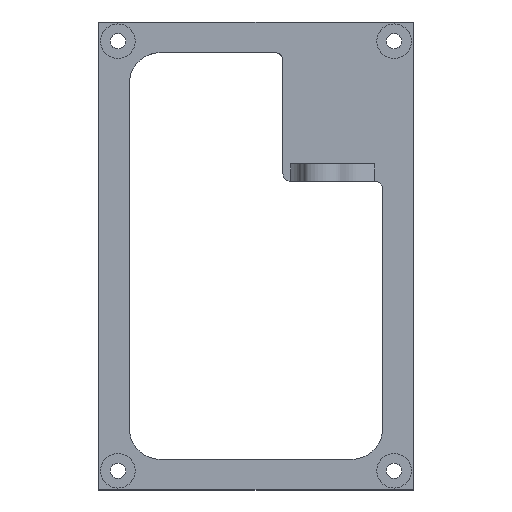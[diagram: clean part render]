
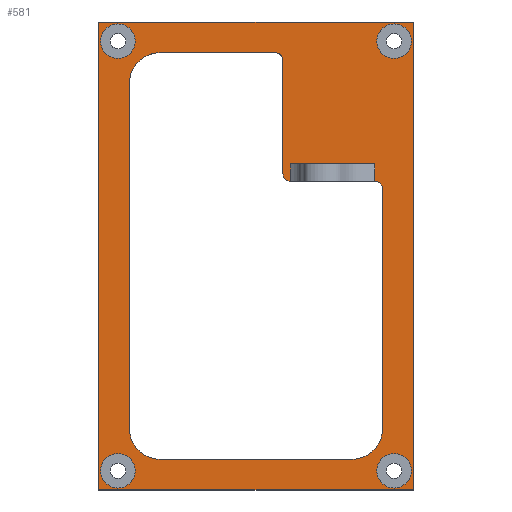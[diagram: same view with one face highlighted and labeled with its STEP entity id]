
A CAD part, top view. The second image highlights one B-rep face of the part: STEP entity #581.
In plain terms, the highlighted planar face has unit normal (0, 0, 1).
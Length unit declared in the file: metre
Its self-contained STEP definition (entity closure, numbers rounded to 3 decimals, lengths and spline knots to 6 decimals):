
#33=LINE('',#874,#75);
#36=LINE('',#901,#78);
#40=LINE('',#909,#82);
#43=LINE('',#915,#85);
#46=LINE('',#922,#88);
#50=LINE('',#931,#92);
#54=LINE('',#940,#96);
#58=LINE('',#949,#100);
#63=LINE('',#974,#105);
#68=LINE('',#984,#110);
#69=LINE('',#986,#111);
#70=LINE('',#987,#112);
#75=VECTOR('',#687,1.);
#78=VECTOR('',#716,1.);
#82=VECTOR('',#722,1.);
#85=VECTOR('',#727,1.);
#88=VECTOR('',#732,1.);
#92=VECTOR('',#738,1.);
#96=VECTOR('',#744,1.);
#100=VECTOR('',#750,1.);
#105=VECTOR('',#761,1.);
#110=VECTOR('',#768,1.);
#111=VECTOR('',#771,1.);
#112=VECTOR('',#772,1.);
#171=ORIENTED_EDGE('',*,*,#317,.F.);
#172=ORIENTED_EDGE('',*,*,#271,.F.);
#173=ORIENTED_EDGE('',*,*,#318,.F.);
#174=ORIENTED_EDGE('',*,*,#319,.T.);
#175=ORIENTED_EDGE('',*,*,#311,.F.);
#176=ORIENTED_EDGE('',*,*,#320,.T.);
#177=ORIENTED_EDGE('',*,*,#292,.F.);
#178=ORIENTED_EDGE('',*,*,#321,.T.);
#179=ORIENTED_EDGE('',*,*,#296,.F.);
#180=ORIENTED_EDGE('',*,*,#322,.T.);
#181=ORIENTED_EDGE('',*,*,#300,.F.);
#182=ORIENTED_EDGE('',*,*,#323,.T.);
#183=ORIENTED_EDGE('',*,*,#304,.F.);
#184=ORIENTED_EDGE('',*,*,#324,.T.);
#185=ORIENTED_EDGE('',*,*,#325,.F.);
#186=ORIENTED_EDGE('',*,*,#326,.F.);
#187=ORIENTED_EDGE('',*,*,#327,.F.);
#188=ORIENTED_EDGE('',*,*,#328,.F.);
#189=ORIENTED_EDGE('',*,*,#282,.T.);
#190=ORIENTED_EDGE('',*,*,#286,.T.);
#191=ORIENTED_EDGE('',*,*,#289,.T.);
#192=ORIENTED_EDGE('',*,*,#316,.T.);
#271=EDGE_CURVE('',#345,#346,#33,.T.);
#282=EDGE_CURVE('',#358,#357,#36,.T.);
#286=EDGE_CURVE('',#357,#360,#40,.T.);
#289=EDGE_CURVE('',#360,#362,#43,.T.);
#292=EDGE_CURVE('',#365,#366,#46,.T.);
#296=EDGE_CURVE('',#369,#370,#50,.T.);
#300=EDGE_CURVE('',#373,#374,#54,.T.);
#304=EDGE_CURVE('',#377,#378,#58,.T.);
#311=EDGE_CURVE('',#384,#385,#63,.T.);
#316=EDGE_CURVE('',#362,#358,#68,.T.);
#317=EDGE_CURVE('',#346,#379,#69,.T.);
#318=EDGE_CURVE('',#380,#345,#70,.T.);
#319=EDGE_CURVE('',#380,#385,#408,.F.);
#320=EDGE_CURVE('',#384,#366,#409,.F.);
#321=EDGE_CURVE('',#365,#370,#410,.F.);
#322=EDGE_CURVE('',#369,#374,#411,.F.);
#323=EDGE_CURVE('',#373,#378,#412,.F.);
#324=EDGE_CURVE('',#377,#379,#413,.T.);
#325=EDGE_CURVE('',#388,#388,#414,.T.);
#326=EDGE_CURVE('',#389,#389,#415,.T.);
#327=EDGE_CURVE('',#390,#390,#416,.T.);
#328=EDGE_CURVE('',#391,#391,#417,.T.);
#345=VERTEX_POINT('',#872);
#346=VERTEX_POINT('',#873);
#357=VERTEX_POINT('',#900);
#358=VERTEX_POINT('',#902);
#360=VERTEX_POINT('',#908);
#362=VERTEX_POINT('',#914);
#365=VERTEX_POINT('',#921);
#366=VERTEX_POINT('',#923);
#369=VERTEX_POINT('',#930);
#370=VERTEX_POINT('',#932);
#373=VERTEX_POINT('',#939);
#374=VERTEX_POINT('',#941);
#377=VERTEX_POINT('',#948);
#378=VERTEX_POINT('',#950);
#379=VERTEX_POINT('',#964);
#380=VERTEX_POINT('',#965);
#384=VERTEX_POINT('',#975);
#385=VERTEX_POINT('',#976);
#388=VERTEX_POINT('',#995);
#389=VERTEX_POINT('',#997);
#390=VERTEX_POINT('',#999);
#391=VERTEX_POINT('',#1001);
#408=CIRCLE('',#641,0.001);
#409=CIRCLE('',#642,0.004);
#410=CIRCLE('',#643,0.004);
#411=CIRCLE('',#644,0.004);
#412=CIRCLE('',#645,0.001);
#413=CIRCLE('',#646,0.001);
#414=CIRCLE('',#647,0.00225);
#415=CIRCLE('',#648,0.00225);
#416=CIRCLE('',#649,0.00225);
#417=CIRCLE('',#650,0.00225);
#447=EDGE_LOOP('',(#171,#172,#173,#174,#175,#176,#177,#178,#179,#180,#181,
#182,#183,#184));
#448=EDGE_LOOP('',(#185));
#449=EDGE_LOOP('',(#186));
#450=EDGE_LOOP('',(#187));
#451=EDGE_LOOP('',(#188));
#452=EDGE_LOOP('',(#189,#190,#191,#192));
#508=FACE_BOUND('',#447,.T.);
#509=FACE_BOUND('',#448,.T.);
#510=FACE_BOUND('',#449,.T.);
#511=FACE_BOUND('',#450,.T.);
#512=FACE_BOUND('',#451,.T.);
#513=FACE_BOUND('',#452,.T.);
#559=PLANE('',#640);
#581=ADVANCED_FACE('',(#508,#509,#510,#511,#512,#513),#559,.T.);
#640=AXIS2_PLACEMENT_3D('',#985,#769,#770);
#641=AXIS2_PLACEMENT_3D('',#988,#773,#774);
#642=AXIS2_PLACEMENT_3D('',#989,#775,#776);
#643=AXIS2_PLACEMENT_3D('',#990,#777,#778);
#644=AXIS2_PLACEMENT_3D('',#991,#779,#780);
#645=AXIS2_PLACEMENT_3D('',#992,#781,#782);
#646=AXIS2_PLACEMENT_3D('',#993,#783,#784);
#647=AXIS2_PLACEMENT_3D('',#994,#785,#786);
#648=AXIS2_PLACEMENT_3D('',#996,#787,#788);
#649=AXIS2_PLACEMENT_3D('',#998,#789,#790);
#650=AXIS2_PLACEMENT_3D('',#1000,#791,#792);
#687=DIRECTION('',(-1.,0.,0.));
#716=DIRECTION('',(0.,-1.,0.));
#722=DIRECTION('',(1.,0.,0.));
#727=DIRECTION('',(0.,1.,0.));
#732=DIRECTION('',(1.,0.,0.));
#738=DIRECTION('',(0.,-1.,0.));
#744=DIRECTION('',(-1.,0.,0.));
#750=DIRECTION('',(0.,1.,0.));
#761=DIRECTION('',(0.,1.,0.));
#768=DIRECTION('',(-1.,0.,0.));
#769=DIRECTION('',(0.,0.,1.));
#770=DIRECTION('',(1.,0.,0.));
#771=DIRECTION('',(0.,-1.,0.));
#772=DIRECTION('',(0.,1.,0.));
#773=DIRECTION('',(0.,0.,1.));
#774=DIRECTION('',(1.,0.,0.));
#775=DIRECTION('',(0.,0.,1.));
#776=DIRECTION('',(1.,0.,0.));
#777=DIRECTION('',(0.,0.,1.));
#778=DIRECTION('',(1.,0.,0.));
#779=DIRECTION('',(0.,0.,1.));
#780=DIRECTION('',(1.,0.,0.));
#781=DIRECTION('',(0.,0.,1.));
#782=DIRECTION('',(1.,0.,0.));
#783=DIRECTION('',(0.,0.,1.));
#784=DIRECTION('',(1.,0.,0.));
#785=DIRECTION('',(0.,0.,1.));
#786=DIRECTION('',(1.,0.,0.));
#787=DIRECTION('',(0.,0.,1.));
#788=DIRECTION('',(1.,0.,0.));
#789=DIRECTION('',(0.,0.,1.));
#790=DIRECTION('',(1.,0.,0.));
#791=DIRECTION('',(0.,0.,1.));
#792=DIRECTION('',(1.,0.,0.));
#872=CARTESIAN_POINT('',(-0.059939,0.112045,0.002));
#873=CARTESIAN_POINT('',(-0.070929,0.112045,0.002));
#874=CARTESIAN_POINT('',(-0.065434,0.112045,0.002));
#900=CARTESIAN_POINT('',(-0.095939,0.069545,0.002));
#901=CARTESIAN_POINT('',(-0.095939,0.100045,0.002));
#902=CARTESIAN_POINT('',(-0.095939,0.130545,0.002));
#908=CARTESIAN_POINT('',(-0.054939,0.069545,0.002));
#909=CARTESIAN_POINT('',(-0.075439,0.069545,0.002));
#914=CARTESIAN_POINT('',(-0.054939,0.130545,0.002));
#915=CARTESIAN_POINT('',(-0.054939,0.100045,0.002));
#921=CARTESIAN_POINT('',(-0.087939,0.073545,0.002));
#922=CARTESIAN_POINT('',(-0.075439,0.073545,0.002));
#923=CARTESIAN_POINT('',(-0.062939,0.073545,0.002));
#930=CARTESIAN_POINT('',(-0.091939,0.122545,0.002));
#931=CARTESIAN_POINT('',(-0.091939,0.100045,0.002));
#932=CARTESIAN_POINT('',(-0.091939,0.077545,0.002));
#939=CARTESIAN_POINT('',(-0.072929,0.126545,0.002));
#940=CARTESIAN_POINT('',(-0.081934,0.126545,0.002));
#941=CARTESIAN_POINT('',(-0.087939,0.126545,0.002));
#948=CARTESIAN_POINT('',(-0.071929,0.110795,0.002));
#949=CARTESIAN_POINT('',(-0.071929,0.11817,0.002));
#950=CARTESIAN_POINT('',(-0.071929,0.125545,0.002));
#964=CARTESIAN_POINT('',(-0.070929,0.109795,0.002));
#965=CARTESIAN_POINT('',(-0.059939,0.109795,0.002));
#974=CARTESIAN_POINT('',(-0.058939,0.09167,0.002));
#975=CARTESIAN_POINT('',(-0.058939,0.077545,0.002));
#976=CARTESIAN_POINT('',(-0.058939,0.108795,0.002));
#984=CARTESIAN_POINT('',(-0.075439,0.130545,0.002));
#985=CARTESIAN_POINT('',(-0.075439,0.100045,0.002));
#986=CARTESIAN_POINT('',(-0.070929,0.11092,0.002));
#987=CARTESIAN_POINT('',(-0.059939,0.11092,0.002));
#988=CARTESIAN_POINT('',(-0.059939,0.108795,0.002));
#989=CARTESIAN_POINT('',(-0.062939,0.077545,0.002));
#990=CARTESIAN_POINT('',(-0.087939,0.077545,0.002));
#991=CARTESIAN_POINT('',(-0.087939,0.122545,0.002));
#992=CARTESIAN_POINT('',(-0.072929,0.125545,0.002));
#993=CARTESIAN_POINT('',(-0.070929,0.110795,0.002));
#994=CARTESIAN_POINT('',(-0.093439,0.128045,0.002));
#995=CARTESIAN_POINT('',(-0.091189,0.128045,0.002));
#996=CARTESIAN_POINT('',(-0.057439,0.128045,0.002));
#997=CARTESIAN_POINT('',(-0.055189,0.128045,0.002));
#998=CARTESIAN_POINT('',(-0.057439,0.072045,0.002));
#999=CARTESIAN_POINT('',(-0.055189,0.072045,0.002));
#1000=CARTESIAN_POINT('',(-0.093439,0.072045,0.002));
#1001=CARTESIAN_POINT('',(-0.091189,0.072045,0.002));
